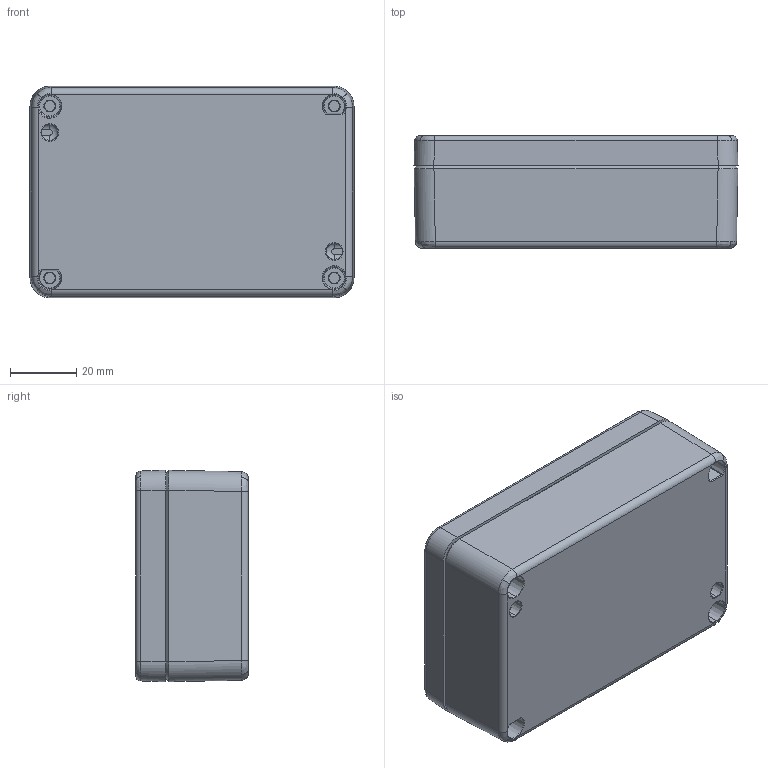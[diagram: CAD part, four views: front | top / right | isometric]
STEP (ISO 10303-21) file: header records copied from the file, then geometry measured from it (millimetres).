
FILE_DESCRIPTION (( 'STEP AP214' ), '1' );
FILE_NAME ('01061003.STEP', '2009-03-06T11:53:52', ( ' ' ), ( '' ), 'SwSTEP 2.0', 'SolidWorks 2008', '' );
FILE_SCHEMA (( 'AUTOMOTIVE_DESIGN' ));
Length unit declared in the file: millimetre
Products named in the file (5): 01061003; 93132_Standard; 02011_Standard; 01011_Standard; 82002_Standard
Assembly tree (7 placements, depth 2):
  01061003
    93132_Standard  x4
    01011_Standard
    82002_Standard
    02011_Standard
Bounding box: 98 x 34 x 64 mm (x, y, z)
Volume: 71227.7 mm3; surface area: 49175.8 mm2
Topology: 7 solids, 7 shells, 877 faces, 2024 edges, 1166 vertices
Faces by surface type: torus 223, bspline 172, plane 171, cylinder 162, cone 149
Entity records: 26953 total; most frequent: CARTESIAN_POINT 9764, DIRECTION 3665, ORIENTED_EDGE 3600, EDGE_CURVE 1800, AXIS2_PLACEMENT_3D 1585, VERTEX_POINT 1040, CIRCLE 951, EDGE_LOOP 844
